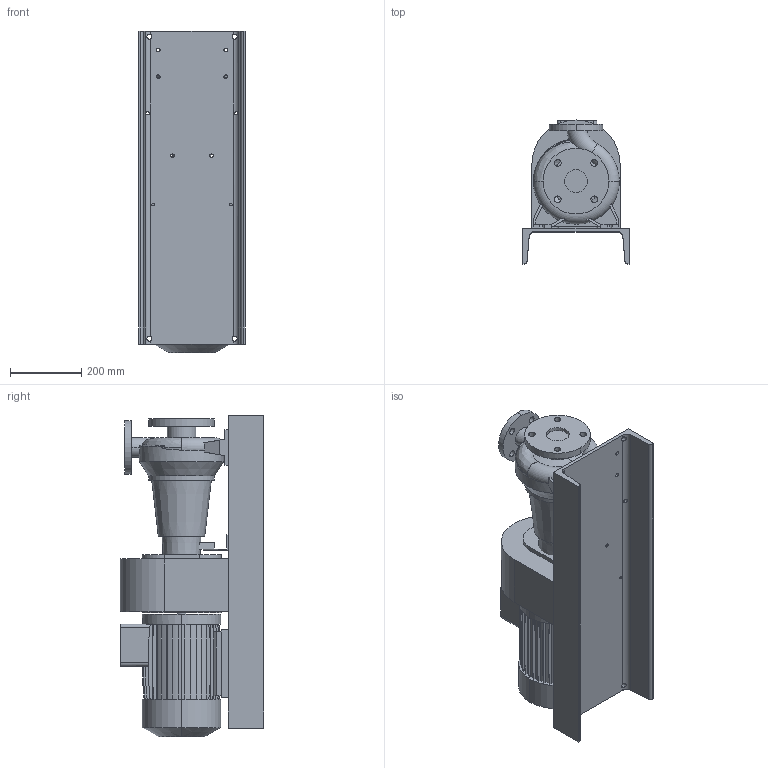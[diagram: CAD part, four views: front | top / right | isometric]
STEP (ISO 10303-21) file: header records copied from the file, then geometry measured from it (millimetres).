
FILE_DESCRIPTION (( 'STEP AP203' ), '1' );
FILE_NAME ('10018071swa00.step', '2023-07-07T12:23:37', ( '' ), ( '' ), 'SwSTEP 2.0', 'SolidWorks 2020', '' );
FILE_SCHEMA (( 'CONFIG_CONTROL_DESIGN' ));
Length unit declared in the file: millimetre
Products named in the file (5): 10012573swp00_120; 10018072swp00_112M; 10017783swp00_40-160; 10018071swa00; 10018097swp00_MCG 15 N 40-160 112
Assembly tree (4 placements, depth 2):
  10018071swa00
    10017783swp00_40-160
    10018097swp00_MCG 15 N 40-160 112
    10018072swp00_112M
    10012573swp00_120
Bounding box: 300 x 405 x 904 mm (x, y, z)
Volume: 38165069.7 mm3; surface area: 2211374.9 mm2
Topology: 6 solids, 6 shells, 531 faces, 1516 edges, 1008 vertices
Faces by surface type: plane 361, cylinder 149, cone 11, torus 8, bspline 2
Entity records: 19769 total; most frequent: CARTESIAN_POINT 5094, ORIENTED_EDGE 3032, DIRECTION 2838, EDGE_CURVE 1516, VECTOR 1116, LINE 1116, VERTEX_POINT 1008, AXIS2_PLACEMENT_3D 861
